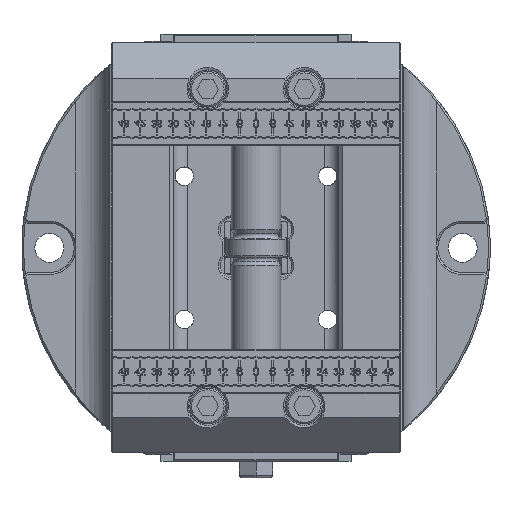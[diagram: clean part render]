
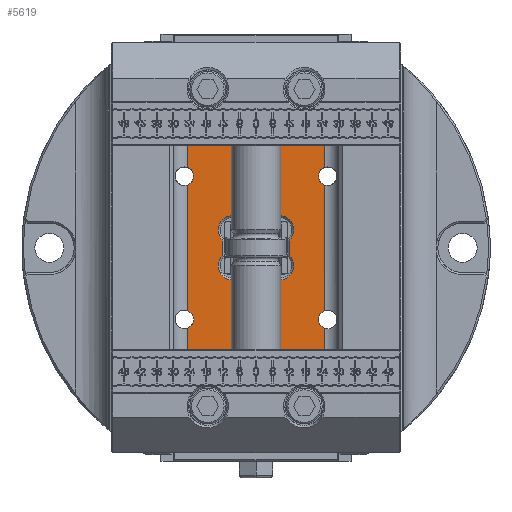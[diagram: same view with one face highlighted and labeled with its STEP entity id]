
A CAD part, top view. The second image highlights one B-rep face of the part: STEP entity #5619.
In plain terms, the highlighted planar face has unit normal (0, 0, 1).
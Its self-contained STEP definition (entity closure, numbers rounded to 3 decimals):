
#5619=ADVANCED_FACE('',(#12807,#12808),#8368,.F.);
#8368=PLANE('',#59445);
#10159=CIRCLE('',#59428,3.35);
#10161=CIRCLE('',#59432,3.35);
#10163=CIRCLE('',#59435,3.35);
#10165=CIRCLE('',#59439,3.35);
#10166=CIRCLE('',#59441,5.2);
#10167=CIRCLE('',#59442,5.2);
#10168=CIRCLE('',#59443,5.2);
#10169=CIRCLE('',#59444,5.2);
#12807=FACE_BOUND('',#14619,.T.);
#12808=FACE_BOUND('',#14620,.T.);
#14619=EDGE_LOOP('',(#23299,#23300,#23301,#23302,#23303,#23304,#23305,#23306));
#14620=EDGE_LOOP('',(#23307,#23308,#23309,#23310,#23311,#23312,#23313,#23314,
#23315,#23316,#23317,#23318));
#23299=ORIENTED_EDGE('',*,*,#42149,.T.);
#23300=ORIENTED_EDGE('',*,*,#42150,.T.);
#23301=ORIENTED_EDGE('',*,*,#42151,.T.);
#23302=ORIENTED_EDGE('',*,*,#42152,.T.);
#23303=ORIENTED_EDGE('',*,*,#42153,.T.);
#23304=ORIENTED_EDGE('',*,*,#42154,.T.);
#23305=ORIENTED_EDGE('',*,*,#42155,.T.);
#23306=ORIENTED_EDGE('',*,*,#42156,.T.);
#23307=ORIENTED_EDGE('',*,*,#42138,.F.);
#23308=ORIENTED_EDGE('',*,*,#42136,.T.);
#23309=ORIENTED_EDGE('',*,*,#41275,.T.);
#23310=ORIENTED_EDGE('',*,*,#42144,.T.);
#23311=ORIENTED_EDGE('',*,*,#42140,.F.);
#23312=ORIENTED_EDGE('',*,*,#42143,.T.);
#23313=ORIENTED_EDGE('',*,*,#42148,.F.);
#23314=ORIENTED_EDGE('',*,*,#42146,.T.);
#23315=ORIENTED_EDGE('',*,*,#42018,.F.);
#23316=ORIENTED_EDGE('',*,*,#42134,.T.);
#23317=ORIENTED_EDGE('',*,*,#42130,.T.);
#23318=ORIENTED_EDGE('',*,*,#42133,.T.);
#34963=VERTEX_POINT('',#86853);
#34986=VERTEX_POINT('',#86898);
#35654=VERTEX_POINT('',#89312);
#35677=VERTEX_POINT('',#89357);
#35776=VERTEX_POINT('',#89786);
#35777=VERTEX_POINT('',#89787);
#35778=VERTEX_POINT('',#89817);
#35779=VERTEX_POINT('',#89818);
#35782=VERTEX_POINT('',#89831);
#35783=VERTEX_POINT('',#89832);
#35784=VERTEX_POINT('',#89862);
#35785=VERTEX_POINT('',#89863);
#35787=VERTEX_POINT('',#89874);
#35788=VERTEX_POINT('',#89875);
#35789=VERTEX_POINT('',#89877);
#35790=VERTEX_POINT('',#89879);
#35791=VERTEX_POINT('',#89881);
#35792=VERTEX_POINT('',#89883);
#35793=VERTEX_POINT('',#89885);
#35794=VERTEX_POINT('',#89887);
#41275=EDGE_CURVE('',#34963,#34986,#48288,.T.);
#42018=EDGE_CURVE('',#35677,#35654,#48892,.T.);
#42130=EDGE_CURVE('',#35776,#35777,#10159,.T.);
#42133=EDGE_CURVE('',#35777,#35778,#48963,.T.);
#42134=EDGE_CURVE('',#35677,#35776,#48964,.T.);
#42136=EDGE_CURVE('',#35779,#34963,#48966,.T.);
#42138=EDGE_CURVE('',#35779,#35778,#10161,.T.);
#42140=EDGE_CURVE('',#35782,#35783,#10163,.T.);
#42143=EDGE_CURVE('',#35782,#35784,#48967,.T.);
#42144=EDGE_CURVE('',#34986,#35783,#48968,.T.);
#42146=EDGE_CURVE('',#35785,#35654,#48970,.T.);
#42148=EDGE_CURVE('',#35785,#35784,#10165,.T.);
#42149=EDGE_CURVE('',#35787,#35788,#10166,.T.);
#42150=EDGE_CURVE('',#35788,#35789,#48971,.T.);
#42151=EDGE_CURVE('',#35789,#35790,#10167,.T.);
#42152=EDGE_CURVE('',#35790,#35791,#48972,.T.);
#42153=EDGE_CURVE('',#35791,#35792,#10168,.T.);
#42154=EDGE_CURVE('',#35792,#35793,#48973,.T.);
#42155=EDGE_CURVE('',#35793,#35794,#10169,.T.);
#42156=EDGE_CURVE('',#35794,#35787,#48974,.T.);
#48288=LINE('',#86899,#53815);
#48892=LINE('',#89358,#54419);
#48963=LINE('',#89819,#54490);
#48964=LINE('',#89820,#54491);
#48966=LINE('',#89822,#54493);
#48967=LINE('',#89864,#54494);
#48968=LINE('',#89865,#54495);
#48970=LINE('',#89867,#54497);
#48971=LINE('',#89876,#54498);
#48972=LINE('',#89880,#54499);
#48973=LINE('',#89884,#54500);
#48974=LINE('',#89888,#54501);
#53815=VECTOR('',#66496,1.);
#54419=VECTOR('',#67142,1.);
#54490=VECTOR('',#67285,1.);
#54491=VECTOR('',#67286,1.);
#54493=VECTOR('',#67288,1.);
#54494=VECTOR('',#67303,1.);
#54495=VECTOR('',#67304,1.);
#54497=VECTOR('',#67306,1.);
#54498=VECTOR('',#67317,1.);
#54499=VECTOR('',#67320,1.);
#54500=VECTOR('',#67323,1.);
#54501=VECTOR('',#67326,1.);
#59428=AXIS2_PLACEMENT_3D('',#89785,#67281,#67282);
#59432=AXIS2_PLACEMENT_3D('',#89826,#67293,#67294);
#59435=AXIS2_PLACEMENT_3D('',#89830,#67299,#67300);
#59439=AXIS2_PLACEMENT_3D('',#89871,#67311,#67312);
#59441=AXIS2_PLACEMENT_3D('',#89873,#67315,#67316);
#59442=AXIS2_PLACEMENT_3D('',#89878,#67318,#67319);
#59443=AXIS2_PLACEMENT_3D('',#89882,#67321,#67322);
#59444=AXIS2_PLACEMENT_3D('',#89886,#67324,#67325);
#59445=AXIS2_PLACEMENT_3D('',#89889,#67327,#67328);
#66496=DIRECTION('',(1.,0.,0.));
#67142=DIRECTION('',(1.,0.,0.));
#67281=DIRECTION('',(0.,0.,-1.));
#67282=DIRECTION('',(0.,1.,0.));
#67285=DIRECTION('',(0.,-1.,0.));
#67286=DIRECTION('',(0.,-1.,0.));
#67288=DIRECTION('',(0.,-1.,0.));
#67293=DIRECTION('',(0.,0.,1.));
#67294=DIRECTION('',(0.,1.,0.));
#67299=DIRECTION('',(0.,0.,1.));
#67300=DIRECTION('',(0.,1.,0.));
#67303=DIRECTION('',(0.,1.,0.));
#67304=DIRECTION('',(0.,1.,0.));
#67306=DIRECTION('',(0.,1.,0.));
#67311=DIRECTION('',(0.,0.,1.));
#67312=DIRECTION('',(0.,1.,0.));
#67315=DIRECTION('',(0.,0.,-1.));
#67316=DIRECTION('',(0.,1.,0.));
#67317=DIRECTION('',(1.,0.,0.));
#67318=DIRECTION('',(0.,0.,-1.));
#67319=DIRECTION('',(0.,1.,0.));
#67320=DIRECTION('',(0.,-1.,0.));
#67321=DIRECTION('',(0.,0.,-1.));
#67322=DIRECTION('',(0.,1.,0.));
#67323=DIRECTION('',(-1.,0.,0.));
#67324=DIRECTION('',(0.,0.,-1.));
#67325=DIRECTION('',(0.,1.,0.));
#67326=DIRECTION('',(0.,1.,0.));
#67327=DIRECTION('',(0.,0.,-1.));
#67328=DIRECTION('',(0.,-1.,0.));
#86853=CARTESIAN_POINT('',(2296.052,108.636,557.9));
#86898=CARTESIAN_POINT('',(2346.051,108.636,557.9));
#86899=CARTESIAN_POINT('',(2321.052,108.636,557.9));
#89312=CARTESIAN_POINT('',(2346.051,258.636,557.9));
#89357=CARTESIAN_POINT('',(2296.052,258.636,557.9));
#89358=CARTESIAN_POINT('',(2321.052,258.636,557.9));
#89785=CARTESIAN_POINT('',(2295.052,209.636,557.9));
#89786=CARTESIAN_POINT('',(2296.052,212.833,557.9));
#89787=CARTESIAN_POINT('',(2296.052,206.439,557.9));
#89817=CARTESIAN_POINT('',(2296.052,160.833,557.9));
#89818=CARTESIAN_POINT('',(2296.052,154.439,557.9));
#89819=CARTESIAN_POINT('',(2296.052,123.636,557.9));
#89820=CARTESIAN_POINT('',(2296.052,123.636,557.9));
#89822=CARTESIAN_POINT('',(2296.052,123.636,557.9));
#89826=CARTESIAN_POINT('',(2295.052,157.636,557.9));
#89830=CARTESIAN_POINT('',(2347.052,157.636,557.9));
#89831=CARTESIAN_POINT('',(2346.051,160.833,557.9));
#89832=CARTESIAN_POINT('',(2346.051,154.439,557.9));
#89862=CARTESIAN_POINT('',(2346.051,206.439,557.9));
#89863=CARTESIAN_POINT('',(2346.051,212.833,557.9));
#89864=CARTESIAN_POINT('',(2346.051,243.636,557.9));
#89865=CARTESIAN_POINT('',(2346.051,243.636,557.9));
#89867=CARTESIAN_POINT('',(2346.051,243.636,557.9));
#89871=CARTESIAN_POINT('',(2347.052,209.636,557.9));
#89873=CARTESIAN_POINT('',(2312.552,190.136,557.9));
#89874=CARTESIAN_POINT('',(2308.852,186.482,557.9));
#89875=CARTESIAN_POINT('',(2316.205,193.836,557.9));
#89876=CARTESIAN_POINT('',(2321.052,193.836,557.9));
#89877=CARTESIAN_POINT('',(2325.898,193.836,557.9));
#89878=CARTESIAN_POINT('',(2329.551,190.136,557.9));
#89879=CARTESIAN_POINT('',(2333.251,186.482,557.9));
#89880=CARTESIAN_POINT('',(2333.251,321.636,557.9));
#89881=CARTESIAN_POINT('',(2333.251,180.79,557.9));
#89882=CARTESIAN_POINT('',(2329.552,177.136,557.9));
#89883=CARTESIAN_POINT('',(2325.898,173.436,557.9));
#89884=CARTESIAN_POINT('',(2321.052,173.436,557.9));
#89885=CARTESIAN_POINT('',(2316.205,173.436,557.9));
#89886=CARTESIAN_POINT('',(2312.552,177.136,557.9));
#89887=CARTESIAN_POINT('',(2308.852,180.79,557.9));
#89888=CARTESIAN_POINT('',(2308.852,321.636,557.9));
#89889=CARTESIAN_POINT('',(2321.052,321.636,557.9));
